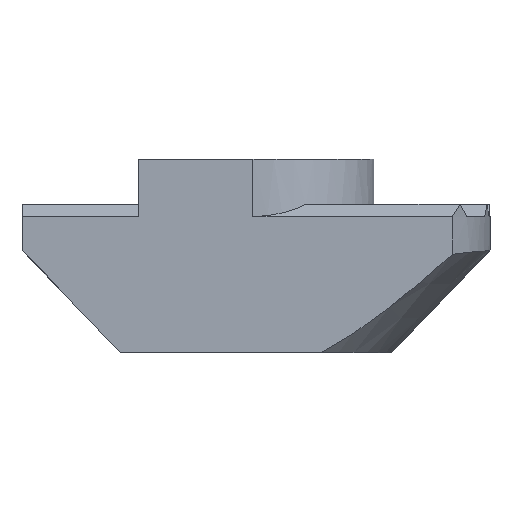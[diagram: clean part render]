
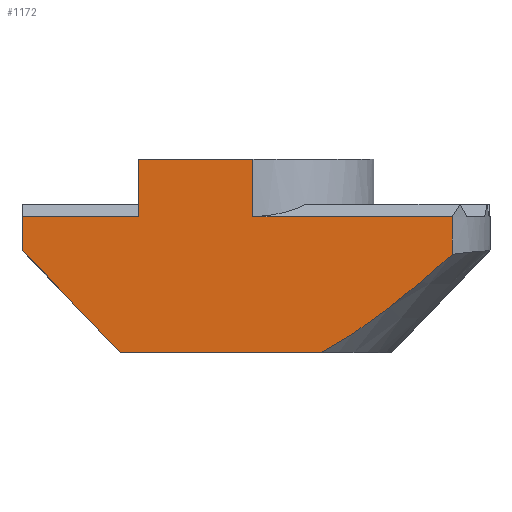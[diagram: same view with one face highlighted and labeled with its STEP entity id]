
A CAD part, top view. The second image highlights one B-rep face of the part: STEP entity #1172.
In plain terms, the highlighted planar face has unit normal (0, 0, 1).
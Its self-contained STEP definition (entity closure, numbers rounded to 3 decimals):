
#12 = VECTOR ( 'NONE', #624, 1000. ) ;
#27 = ORIENTED_EDGE ( 'NONE', *, *, #43, .T. ) ;
#40 = VECTOR ( 'NONE', #1366, 1000. ) ;
#43 = EDGE_CURVE ( 'NONE', #658, #402, #322, .T. ) ;
#77 = ORIENTED_EDGE ( 'NONE', *, *, #148, .F. ) ;
#84 = EDGE_CURVE ( 'NONE', #402, #389, #582, .T. ) ;
#87 = LINE ( 'NONE', #811, #40 ) ;
#89 = VERTEX_POINT ( 'NONE', #283 ) ;
#142 = ORIENTED_EDGE ( 'NONE', *, *, #828, .T. ) ;
#148 = EDGE_CURVE ( 'NONE', #1349, #89, #1003, .T. ) ;
#156 = VERTEX_POINT ( 'NONE', #944 ) ;
#157 = DIRECTION ( 'NONE',  ( 0., 1., 0. ) ) ;
#177 = CARTESIAN_POINT ( 'NONE',  ( -0.1, 0., 3.95 ) ) ;
#208 = ORIENTED_EDGE ( 'NONE', *, *, #84, .T. ) ;
#209 = CARTESIAN_POINT ( 'NONE',  ( -3.9, 1.3, 3.95 ) ) ;
#223 = CARTESIAN_POINT ( 'NONE',  ( 6.5, 0.049, 3.95 ) ) ;
#234 = DIRECTION ( 'NONE',  ( -1., 0., 0. ) ) ;
#246 = VECTOR ( 'NONE', #463, 1000. ) ;
#276 = VECTOR ( 'NONE', #509, 1000. ) ;
#283 = CARTESIAN_POINT ( 'NONE',  ( 6.5, 0.049, 3.95 ) ) ;
#287 = EDGE_CURVE ( 'NONE', #1348, #156, #1447, .T. ) ;
#297 = EDGE_CURVE ( 'NONE', #89, #156, #882, .T. ) ;
#322 = LINE ( 'NONE', #177, #620 ) ;
#350 = LINE ( 'NONE', #1195, #12 ) ;
#375 = DIRECTION ( 'NONE',  ( 0., -1., 0. ) ) ;
#389 = VERTEX_POINT ( 'NONE', #1392 ) ;
#402 = VERTEX_POINT ( 'NONE', #466 ) ;
#407 = CARTESIAN_POINT ( 'NONE',  ( -3.9, 3.2, 3.95 ) ) ;
#416 = VECTOR ( 'NONE', #375, 1000. ) ;
#429 = EDGE_CURVE ( 'NONE', #1349, #658, #87, .T. ) ;
#453 = CARTESIAN_POINT ( 'NONE',  ( 4.061, -1.986, 3.95 ) ) ;
#455 = EDGE_CURVE ( 'NONE', #1168, #1058, #943, .T. ) ;
#463 = DIRECTION ( 'NONE',  ( 0.691, -0.723, 0. ) ) ;
#466 = CARTESIAN_POINT ( 'NONE',  ( -0.1, 3.2, 3.95 ) ) ;
#475 = CARTESIAN_POINT ( 'NONE',  ( 6.5, 5.843, 3.95 ) ) ;
#509 = DIRECTION ( 'NONE',  ( -1., 0., 0. ) ) ;
#538 = VERTEX_POINT ( 'NONE', #209 ) ;
#553 = DIRECTION ( 'NONE',  ( 1., 0., 0. ) ) ;
#557 = CARTESIAN_POINT ( 'NONE',  ( 2.947, -2.761, 3.95 ) ) ;
#560 = CARTESIAN_POINT ( 'NONE',  ( 0., 0., 3.95 ) ) ;
#561 = DIRECTION ( 'NONE',  ( -1., 0., 0. ) ) ;
#578 = EDGE_LOOP ( 'NONE', ( #1282, #142, #877, #1231, #1287, #1269, #77, #897, #27, #208 ) ) ;
#582 = LINE ( 'NONE', #407, #276 ) ;
#620 = VECTOR ( 'NONE', #157, 1000. ) ;
#624 = DIRECTION ( 'NONE',  ( 0., -1., 0. ) ) ;
#632 = VECTOR ( 'NONE', #842, 1000. ) ;
#658 = VERTEX_POINT ( 'NONE', #1246 ) ;
#685 = CARTESIAN_POINT ( 'NONE',  ( 2.156, -3.2, 3.95 ) ) ;
#806 = PLANE ( 'NONE',  #813 ) ;
#811 = CARTESIAN_POINT ( 'NONE',  ( 0., 1.3, 3.95 ) ) ;
#813 = AXIS2_PLACEMENT_3D ( 'NONE', #560, #926, #234 ) ;
#828 = EDGE_CURVE ( 'NONE', #538, #1168, #830, .T. ) ;
#830 = LINE ( 'NONE', #1260, #871 ) ;
#842 = DIRECTION ( 'NONE',  ( 0., -1., 0. ) ) ;
#848 = CARTESIAN_POINT ( 'NONE',  ( -4.5, -3.2, 3.95 ) ) ;
#853 = LINE ( 'NONE', #1049, #246 ) ;
#871 = VECTOR ( 'NONE', #561, 1000. ) ;
#877 = ORIENTED_EDGE ( 'NONE', *, *, #455, .T. ) ;
#882 = B_SPLINE_CURVE_WITH_KNOTS ( 'NONE', 3,
 ( #223, #910, #1140, #453, #1253, #557, #1365, #685 ),
 .UNSPECIFIED., .F., .F.,
 ( 4, 2, 2, 4 ),
 ( 0.01, 0.013, 0.014, 0.016 ),
 .UNSPECIFIED. ) ;
#897 = ORIENTED_EDGE ( 'NONE', *, *, #429, .T. ) ;
#903 = CARTESIAN_POINT ( 'NONE',  ( 4.5, -3.2, 3.95 ) ) ;
#910 = CARTESIAN_POINT ( 'NONE',  ( 5.823, -0.556, 3.95 ) ) ;
#926 = DIRECTION ( 'NONE',  ( 0., 0., -1. ) ) ;
#943 = LINE ( 'NONE', #973, #632 ) ;
#944 = CARTESIAN_POINT ( 'NONE',  ( 2.156, -3.2, 3.95 ) ) ;
#973 = CARTESIAN_POINT ( 'NONE',  ( -7.75, 0.2, 3.95 ) ) ;
#975 = CARTESIAN_POINT ( 'NONE',  ( 6.5, 1.3, 3.95 ) ) ;
#1003 = LINE ( 'NONE', #475, #416 ) ;
#1049 = CARTESIAN_POINT ( 'NONE',  ( -4.5, -3.2, 3.95 ) ) ;
#1058 = VERTEX_POINT ( 'NONE', #1214 ) ;
#1140 = CARTESIAN_POINT ( 'NONE',  ( 5.135, -1.148, 3.95 ) ) ;
#1142 = CARTESIAN_POINT ( 'NONE',  ( -7.75, 1.3, 3.95 ) ) ;
#1156 = VECTOR ( 'NONE', #553, 1000. ) ;
#1168 = VERTEX_POINT ( 'NONE', #1142 ) ;
#1172 = ADVANCED_FACE ( 'NONE', ( #1194 ), #806, .F. ) ;
#1194 = FACE_OUTER_BOUND ( 'NONE', #578, .T. ) ;
#1195 = CARTESIAN_POINT ( 'NONE',  ( -3.9, 1.7, 3.95 ) ) ;
#1205 = EDGE_CURVE ( 'NONE', #1058, #1348, #853, .T. ) ;
#1214 = CARTESIAN_POINT ( 'NONE',  ( -7.75, 0.2, 3.95 ) ) ;
#1231 = ORIENTED_EDGE ( 'NONE', *, *, #1205, .T. ) ;
#1246 = CARTESIAN_POINT ( 'NONE',  ( -0.1, 1.3, 3.95 ) ) ;
#1253 = CARTESIAN_POINT ( 'NONE',  ( 3.697, -2.256, 3.95 ) ) ;
#1260 = CARTESIAN_POINT ( 'NONE',  ( 0., 1.3, 3.95 ) ) ;
#1269 = ORIENTED_EDGE ( 'NONE', *, *, #297, .F. ) ;
#1282 = ORIENTED_EDGE ( 'NONE', *, *, #1384, .T. ) ;
#1287 = ORIENTED_EDGE ( 'NONE', *, *, #287, .T. ) ;
#1348 = VERTEX_POINT ( 'NONE', #848 ) ;
#1349 = VERTEX_POINT ( 'NONE', #975 ) ;
#1365 = CARTESIAN_POINT ( 'NONE',  ( 2.562, -2.997, 3.95 ) ) ;
#1366 = DIRECTION ( 'NONE',  ( -1., 0., 0. ) ) ;
#1384 = EDGE_CURVE ( 'NONE', #389, #538, #350, .T. ) ;
#1392 = CARTESIAN_POINT ( 'NONE',  ( -3.9, 3.2, 3.95 ) ) ;
#1447 = LINE ( 'NONE', #903, #1156 ) ;
